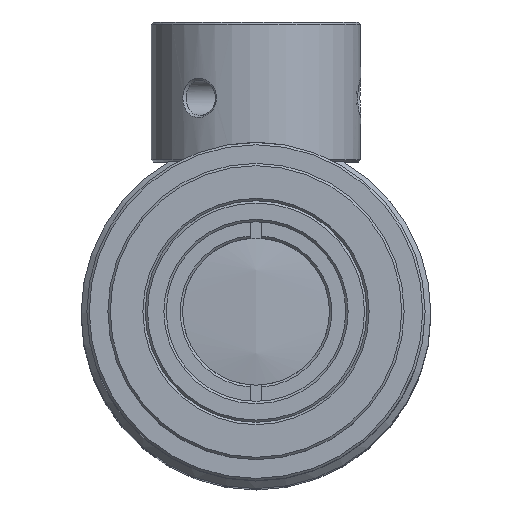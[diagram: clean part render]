
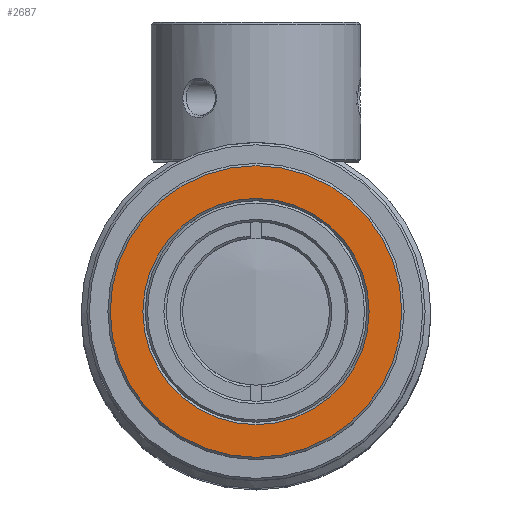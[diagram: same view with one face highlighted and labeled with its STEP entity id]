
A CAD part, top view. The second image highlights one B-rep face of the part: STEP entity #2687.
In plain terms, the highlighted planar face has unit normal (0, 0, 1).
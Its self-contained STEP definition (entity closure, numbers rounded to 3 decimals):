
#1799=PLANE('',#8851);
#2277=FACE_BOUND('',#3586,.T.);
#2278=FACE_BOUND('',#3587,.T.);
#2687=ADVANCED_FACE('',(#2277,#2278),#1799,.T.);
#3586=EDGE_LOOP('',(#4353));
#3587=EDGE_LOOP('',(#4354));
#4353=ORIENTED_EDGE('',*,*,#7444,.T.);
#4354=ORIENTED_EDGE('',*,*,#7445,.T.);
#6620=VERTEX_POINT('',#11540);
#6621=VERTEX_POINT('',#11542);
#7444=EDGE_CURVE('',#6620,#6620,#8575,.T.);
#7445=EDGE_CURVE('',#6621,#6621,#8576,.T.);
#8575=CIRCLE('',#8849,9.7);
#8576=CIRCLE('',#8850,12.5);
#8849=AXIS2_PLACEMENT_3D('',#11539,#9522,#9523);
#8850=AXIS2_PLACEMENT_3D('',#11541,#9524,#9525);
#8851=AXIS2_PLACEMENT_3D('',#11543,#9526,#9527);
#9522=DIRECTION('',(0.,0.,-1.));
#9523=DIRECTION('',(0.,-1.,0.));
#9524=DIRECTION('',(0.,0.,1.));
#9525=DIRECTION('',(0.,-1.,0.));
#9526=DIRECTION('',(0.,0.,1.));
#9527=DIRECTION('',(0.,-1.,0.));
#11539=CARTESIAN_POINT('',(0.,0.,174.496));
#11540=CARTESIAN_POINT('',(0.,-9.7,174.496));
#11541=CARTESIAN_POINT('',(0.,0.,174.496));
#11542=CARTESIAN_POINT('',(0.,-12.5,174.496));
#11543=CARTESIAN_POINT('',(0.,12.7,174.496));
